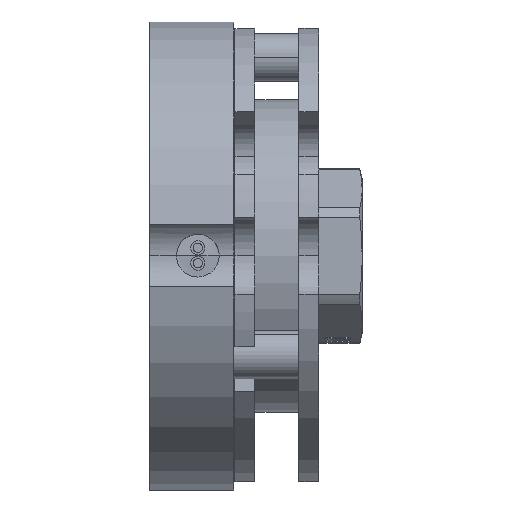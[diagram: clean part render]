
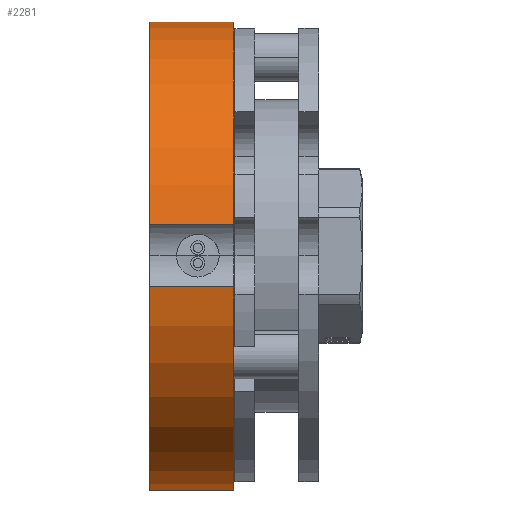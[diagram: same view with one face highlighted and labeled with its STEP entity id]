
A CAD part, top view. The second image highlights one B-rep face of the part: STEP entity #2281.
In plain terms, the highlighted cylindrical face has radius 19.5 mm (diameter 39 mm), a partial arc.
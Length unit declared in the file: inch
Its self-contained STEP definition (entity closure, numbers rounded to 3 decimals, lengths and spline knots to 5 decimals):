
#36 = DIRECTION ( 'NONE',  ( -1., 0., 0. ) ) ;
#53 = CYLINDRICAL_SURFACE ( 'NONE', #8842, 0.76772 ) ;
#281 = FACE_OUTER_BOUND ( 'NONE', #6352, .T. ) ;
#868 = CARTESIAN_POINT ( 'NONE',  ( 0.1378, -0.1025, 0.76084 ) ) ;
#1678 = VECTOR ( 'NONE', #5367, 39.37008 ) ;
#1795 = CIRCLE ( 'NONE', #9479, 0.76772 ) ;
#1872 = CARTESIAN_POINT ( 'NONE',  ( 0.27559, 0., 0. ) ) ;
#2011 = ORIENTED_EDGE ( 'NONE', *, *, #5536, .T. ) ;
#2093 = CARTESIAN_POINT ( 'NONE',  ( 0., -0.1025, 0.76084 ) ) ;
#2281 = ADVANCED_FACE ( 'NONE', ( #281 ), #53, .T. ) ;
#2457 = LINE ( 'NONE', #2739, #8215 ) ;
#2617 = DIRECTION ( 'NONE',  ( 0., 0., 1. ) ) ;
#2739 = CARTESIAN_POINT ( 'NONE',  ( 0.1378, 0.1025, 0.76084 ) ) ;
#2817 = EDGE_CURVE ( 'NONE', #4639, #6137, #1795, .T. ) ;
#3044 = VERTEX_POINT ( 'NONE', #7082 ) ;
#3357 = DIRECTION ( 'NONE',  ( -1., 0., 0. ) ) ;
#3970 = EDGE_CURVE ( 'NONE', #6282, #6137, #8116, .T. ) ;
#4146 = EDGE_CURVE ( 'NONE', #3044, #6282, #7758, .T. ) ;
#4315 = ORIENTED_EDGE ( 'NONE', *, *, #4146, .T. ) ;
#4639 = VERTEX_POINT ( 'NONE', #9130 ) ;
#5367 = DIRECTION ( 'NONE',  ( -1., 0., 0. ) ) ;
#5536 = EDGE_CURVE ( 'NONE', #4639, #3044, #2457, .T. ) ;
#6137 = VERTEX_POINT ( 'NONE', #2093 ) ;
#6282 = VERTEX_POINT ( 'NONE', #9520 ) ;
#6352 = EDGE_LOOP ( 'NONE', ( #7086, #2011, #4315, #9426 ) ) ;
#7082 = CARTESIAN_POINT ( 'NONE',  ( 0.27559, 0.1025, 0.76084 ) ) ;
#7086 = ORIENTED_EDGE ( 'NONE', *, *, #2817, .F. ) ;
#7131 = DIRECTION ( 'NONE',  ( -1., 0., 0. ) ) ;
#7521 = DIRECTION ( 'NONE',  ( 0., 0., 1. ) ) ;
#7758 = CIRCLE ( 'NONE', #9706, 0.76772 ) ;
#7848 = CARTESIAN_POINT ( 'NONE',  ( 0., 0., 0. ) ) ;
#7990 = DIRECTION ( 'NONE',  ( 1., 0., 0. ) ) ;
#8116 = LINE ( 'NONE', #868, #1678 ) ;
#8215 = VECTOR ( 'NONE', #7990, 39.37008 ) ;
#8270 = CARTESIAN_POINT ( 'NONE',  ( -0.12427, 0., 0. ) ) ;
#8602 = DIRECTION ( 'NONE',  ( 0., 0., 1. ) ) ;
#8842 = AXIS2_PLACEMENT_3D ( 'NONE', #8270, #36, #7521 ) ;
#9130 = CARTESIAN_POINT ( 'NONE',  ( 0., 0.1025, 0.76084 ) ) ;
#9426 = ORIENTED_EDGE ( 'NONE', *, *, #3970, .T. ) ;
#9479 = AXIS2_PLACEMENT_3D ( 'NONE', #7848, #3357, #8602 ) ;
#9520 = CARTESIAN_POINT ( 'NONE',  ( 0.27559, -0.1025, 0.76084 ) ) ;
#9706 = AXIS2_PLACEMENT_3D ( 'NONE', #1872, #7131, #2617 ) ;
